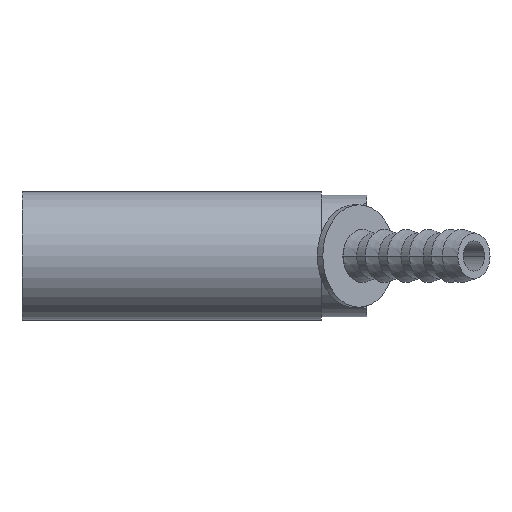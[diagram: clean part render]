
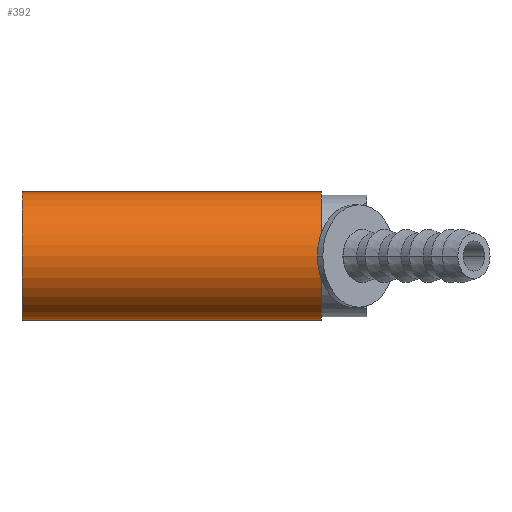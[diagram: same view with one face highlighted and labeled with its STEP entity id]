
A CAD part, front view. The second image highlights one B-rep face of the part: STEP entity #392.
In plain terms, the highlighted cylindrical face has radius 8.5 mm (diameter 17 mm), a partial arc.
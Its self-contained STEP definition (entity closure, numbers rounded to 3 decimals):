
#40 = EDGE_LOOP ( 'NONE', ( #5255, #2661, #6424, #2555 ) ) ;
#45 = DIRECTION ( 'NONE',  ( -1., 0., 0. ) ) ;
#392 = ADVANCED_FACE ( 'NONE', ( #4460 ), #1103, .T. ) ;
#1062 = AXIS2_PLACEMENT_3D ( 'NONE', #8570, #4545, #3230 ) ;
#1103 = CYLINDRICAL_SURFACE ( 'NONE', #1062, 8.5 ) ;
#1273 = CARTESIAN_POINT ( 'NONE',  ( 39.5, 0., 8.5 ) ) ;
#1517 = AXIS2_PLACEMENT_3D ( 'NONE', #3603, #2092, #4865 ) ;
#1986 = CARTESIAN_POINT ( 'NONE',  ( 0., 0., 8.5 ) ) ;
#2092 = DIRECTION ( 'NONE',  ( -1., 0., 0. ) ) ;
#2351 = VERTEX_POINT ( 'NONE', #1273 ) ;
#2449 = CARTESIAN_POINT ( 'NONE',  ( 39.5, 0., 0. ) ) ;
#2555 = ORIENTED_EDGE ( 'NONE', *, *, #3426, .F. ) ;
#2661 = ORIENTED_EDGE ( 'NONE', *, *, #6844, .T. ) ;
#2703 = VERTEX_POINT ( 'NONE', #6248 ) ;
#2789 = EDGE_CURVE ( 'NONE', #2703, #4287, #4499, .T. ) ;
#3117 = DIRECTION ( 'NONE',  ( 0., 0., 1. ) ) ;
#3230 = DIRECTION ( 'NONE',  ( 0., 0., 1. ) ) ;
#3418 = LINE ( 'NONE', #6110, #4762 ) ;
#3426 = EDGE_CURVE ( 'NONE', #4287, #7523, #7443, .T. ) ;
#3514 = CIRCLE ( 'NONE', #4069, 8.5 ) ;
#3603 = CARTESIAN_POINT ( 'NONE',  ( 0., 0., 0. ) ) ;
#3735 = CARTESIAN_POINT ( 'NONE',  ( 0., 0., -8.5 ) ) ;
#3821 = DIRECTION ( 'NONE',  ( -1., 0., 0. ) ) ;
#4069 = AXIS2_PLACEMENT_3D ( 'NONE', #2449, #3821, #3117 ) ;
#4287 = VERTEX_POINT ( 'NONE', #3735 ) ;
#4460 = FACE_OUTER_BOUND ( 'NONE', #40, .T. ) ;
#4499 = LINE ( 'NONE', #6633, #4749 ) ;
#4545 = DIRECTION ( 'NONE',  ( -1., 0., 0. ) ) ;
#4749 = VECTOR ( 'NONE', #8518, 1000. ) ;
#4762 = VECTOR ( 'NONE', #45, 1000. ) ;
#4865 = DIRECTION ( 'NONE',  ( 0., 0., 1. ) ) ;
#5255 = ORIENTED_EDGE ( 'NONE', *, *, #2789, .F. ) ;
#5262 = EDGE_CURVE ( 'NONE', #2351, #7523, #3418, .T. ) ;
#6110 = CARTESIAN_POINT ( 'NONE',  ( 0., 0., 8.5 ) ) ;
#6248 = CARTESIAN_POINT ( 'NONE',  ( 39.5, 0., -8.5 ) ) ;
#6424 = ORIENTED_EDGE ( 'NONE', *, *, #5262, .T. ) ;
#6633 = CARTESIAN_POINT ( 'NONE',  ( 0., 0., -8.5 ) ) ;
#6844 = EDGE_CURVE ( 'NONE', #2703, #2351, #3514, .T. ) ;
#7443 = CIRCLE ( 'NONE', #1517, 8.5 ) ;
#7523 = VERTEX_POINT ( 'NONE', #1986 ) ;
#8518 = DIRECTION ( 'NONE',  ( -1., 0., 0. ) ) ;
#8570 = CARTESIAN_POINT ( 'NONE',  ( 0., 0., 0. ) ) ;
